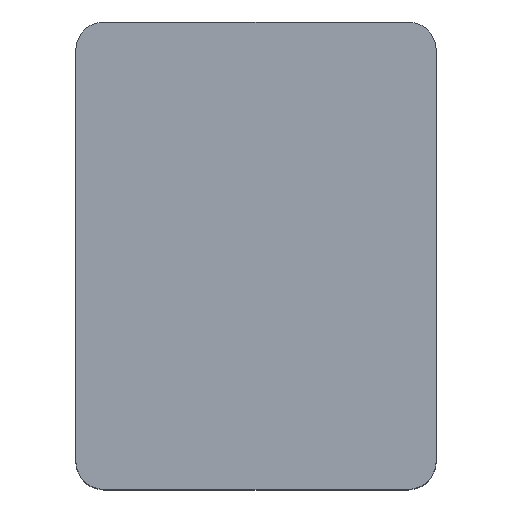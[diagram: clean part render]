
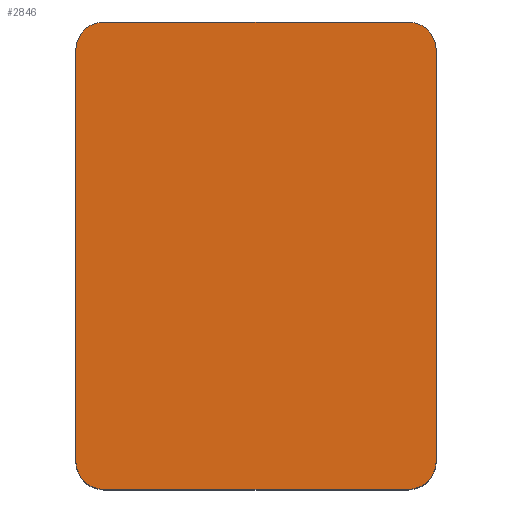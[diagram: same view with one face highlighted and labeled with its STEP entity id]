
A CAD part, top view. The second image highlights one B-rep face of the part: STEP entity #2846.
In plain terms, the highlighted planar face has unit normal (0, 0, 1).
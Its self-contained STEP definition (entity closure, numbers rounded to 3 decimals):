
#2730 = EDGE_CURVE('',#2731,#2733,#2735,.T.);
#2731 = VERTEX_POINT('',#2732);
#2732 = CARTESIAN_POINT('',(0.,2.,0.8));
#2733 = VERTEX_POINT('',#2734);
#2734 = CARTESIAN_POINT('',(0.,31.2,0.8));
#2735 = SURFACE_CURVE('',#2736,(#2740,#2752),.PCURVE_S1.);
#2736 = LINE('',#2737,#2738);
#2737 = CARTESIAN_POINT('',(0.,0.,0.8));
#2738 = VECTOR('',#2739,1.);
#2739 = DIRECTION('',(0.,1.,0.));
#2740 = PCURVE('',#2741,#2746);
#2741 = PLANE('',#2742);
#2742 = AXIS2_PLACEMENT_3D('',#2743,#2744,#2745);
#2743 = CARTESIAN_POINT('',(0.,0.,0.));
#2744 = DIRECTION('',(1.,0.,0.));
#2745 = DIRECTION('',(0.,0.,1.));
#2746 = DEFINITIONAL_REPRESENTATION('',(#2747),#2751);
#2747 = LINE('',#2748,#2749);
#2748 = CARTESIAN_POINT('',(0.8,0.));
#2749 = VECTOR('',#2750,1.);
#2750 = DIRECTION('',(0.,-1.));
#2751 = ( GEOMETRIC_REPRESENTATION_CONTEXT(2) 
PARAMETRIC_REPRESENTATION_CONTEXT() REPRESENTATION_CONTEXT('2D SPACE',''
  ) );
#2752 = PCURVE('',#2753,#2758);
#2753 = PLANE('',#2754);
#2754 = AXIS2_PLACEMENT_3D('',#2755,#2756,#2757);
#2755 = CARTESIAN_POINT('',(0.,0.,0.8));
#2756 = DIRECTION('',(0.,0.,1.));
#2757 = DIRECTION('',(1.,0.,0.));
#2758 = DEFINITIONAL_REPRESENTATION('',(#2759),#2763);
#2759 = LINE('',#2760,#2761);
#2760 = CARTESIAN_POINT('',(0.,0.));
#2761 = VECTOR('',#2762,1.);
#2762 = DIRECTION('',(0.,1.));
#2763 = ( GEOMETRIC_REPRESENTATION_CONTEXT(2) 
PARAMETRIC_REPRESENTATION_CONTEXT() REPRESENTATION_CONTEXT('2D SPACE',''
  ) );
#2781 = CYLINDRICAL_SURFACE('',#2782,2.);
#2782 = AXIS2_PLACEMENT_3D('',#2783,#2784,#2785);
#2783 = CARTESIAN_POINT('',(2.,2.,0.));
#2784 = DIRECTION('',(0.,0.,1.));
#2785 = DIRECTION('',(-1.,0.,0.));
#2835 = CYLINDRICAL_SURFACE('',#2836,2.);
#2836 = AXIS2_PLACEMENT_3D('',#2837,#2838,#2839);
#2837 = CARTESIAN_POINT('',(2.,31.2,0.));
#2838 = DIRECTION('',(0.,0.,1.));
#2839 = DIRECTION('',(-1.,0.,0.));
#2846 = ADVANCED_FACE('',(#2847),#2753,.T.);
#2847 = FACE_BOUND('',#2848,.T.);
#2848 = EDGE_LOOP('',(#2849,#2850,#2874,#2902,#2935,#2963,#2992,#3020));
#2849 = ORIENTED_EDGE('',*,*,#2730,.F.);
#2850 = ORIENTED_EDGE('',*,*,#2851,.T.);
#2851 = EDGE_CURVE('',#2731,#2852,#2854,.T.);
#2852 = VERTEX_POINT('',#2853);
#2853 = CARTESIAN_POINT('',(2.,0.,0.8));
#2854 = SURFACE_CURVE('',#2855,(#2860,#2867),.PCURVE_S1.);
#2855 = CIRCLE('',#2856,2.);
#2856 = AXIS2_PLACEMENT_3D('',#2857,#2858,#2859);
#2857 = CARTESIAN_POINT('',(2.,2.,0.8));
#2858 = DIRECTION('',(-0.,0.,1.));
#2859 = DIRECTION('',(0.,-1.,0.));
#2860 = PCURVE('',#2753,#2861);
#2861 = DEFINITIONAL_REPRESENTATION('',(#2862),#2866);
#2862 = CIRCLE('',#2863,2.);
#2863 = AXIS2_PLACEMENT_2D('',#2864,#2865);
#2864 = CARTESIAN_POINT('',(2.,2.));
#2865 = DIRECTION('',(0.,-1.));
#2866 = ( GEOMETRIC_REPRESENTATION_CONTEXT(2) 
PARAMETRIC_REPRESENTATION_CONTEXT() REPRESENTATION_CONTEXT('2D SPACE',''
  ) );
#2867 = PCURVE('',#2781,#2868);
#2868 = DEFINITIONAL_REPRESENTATION('',(#2869),#2873);
#2869 = LINE('',#2870,#2871);
#2870 = CARTESIAN_POINT('',(-4.712,0.8));
#2871 = VECTOR('',#2872,1.);
#2872 = DIRECTION('',(1.,0.));
#2873 = ( GEOMETRIC_REPRESENTATION_CONTEXT(2) 
PARAMETRIC_REPRESENTATION_CONTEXT() REPRESENTATION_CONTEXT('2D SPACE',''
  ) );
#2874 = ORIENTED_EDGE('',*,*,#2875,.T.);
#2875 = EDGE_CURVE('',#2852,#2876,#2878,.T.);
#2876 = VERTEX_POINT('',#2877);
#2877 = CARTESIAN_POINT('',(23.6,0.,0.8));
#2878 = SURFACE_CURVE('',#2879,(#2883,#2890),.PCURVE_S1.);
#2879 = LINE('',#2880,#2881);
#2880 = CARTESIAN_POINT('',(0.,0.,0.8));
#2881 = VECTOR('',#2882,1.);
#2882 = DIRECTION('',(1.,0.,0.));
#2883 = PCURVE('',#2753,#2884);
#2884 = DEFINITIONAL_REPRESENTATION('',(#2885),#2889);
#2885 = LINE('',#2886,#2887);
#2886 = CARTESIAN_POINT('',(0.,0.));
#2887 = VECTOR('',#2888,1.);
#2888 = DIRECTION('',(1.,0.));
#2889 = ( GEOMETRIC_REPRESENTATION_CONTEXT(2) 
PARAMETRIC_REPRESENTATION_CONTEXT() REPRESENTATION_CONTEXT('2D SPACE',''
  ) );
#2890 = PCURVE('',#2891,#2896);
#2891 = PLANE('',#2892);
#2892 = AXIS2_PLACEMENT_3D('',#2893,#2894,#2895);
#2893 = CARTESIAN_POINT('',(0.,0.,0.));
#2894 = DIRECTION('',(0.,1.,0.));
#2895 = DIRECTION('',(0.,0.,1.));
#2896 = DEFINITIONAL_REPRESENTATION('',(#2897),#2901);
#2897 = LINE('',#2898,#2899);
#2898 = CARTESIAN_POINT('',(0.8,0.));
#2899 = VECTOR('',#2900,1.);
#2900 = DIRECTION('',(0.,1.));
#2901 = ( GEOMETRIC_REPRESENTATION_CONTEXT(2) 
PARAMETRIC_REPRESENTATION_CONTEXT() REPRESENTATION_CONTEXT('2D SPACE',''
  ) );
#2902 = ORIENTED_EDGE('',*,*,#2903,.F.);
#2903 = EDGE_CURVE('',#2904,#2876,#2906,.T.);
#2904 = VERTEX_POINT('',#2905);
#2905 = CARTESIAN_POINT('',(25.6,2.,0.8));
#2906 = SURFACE_CURVE('',#2907,(#2912,#2923),.PCURVE_S1.);
#2907 = CIRCLE('',#2908,2.);
#2908 = AXIS2_PLACEMENT_3D('',#2909,#2910,#2911);
#2909 = CARTESIAN_POINT('',(23.6,2.,0.8));
#2910 = DIRECTION('',(-0.,-0.,-1.));
#2911 = DIRECTION('',(0.,-1.,0.));
#2912 = PCURVE('',#2753,#2913);
#2913 = DEFINITIONAL_REPRESENTATION('',(#2914),#2922);
#2914 = ( BOUNDED_CURVE() B_SPLINE_CURVE(2,(#2915,#2916,#2917,#2918,
#2919,#2920,#2921),.UNSPECIFIED.,.T.,.F.) B_SPLINE_CURVE_WITH_KNOTS((1,2
    ,2,2,2,1),(-2.094,0.,2.094,4.189,
6.283,8.378),.UNSPECIFIED.) CURVE() 
GEOMETRIC_REPRESENTATION_ITEM() RATIONAL_B_SPLINE_CURVE((1.,0.5,1.,0.5,
1.,0.5,1.)) REPRESENTATION_ITEM('') );
#2915 = CARTESIAN_POINT('',(23.6,0.));
#2916 = CARTESIAN_POINT('',(20.136,0.));
#2917 = CARTESIAN_POINT('',(21.868,3.));
#2918 = CARTESIAN_POINT('',(23.6,6.));
#2919 = CARTESIAN_POINT('',(25.332,3.));
#2920 = CARTESIAN_POINT('',(27.064,0.));
#2921 = CARTESIAN_POINT('',(23.6,0.));
#2922 = ( GEOMETRIC_REPRESENTATION_CONTEXT(2) 
PARAMETRIC_REPRESENTATION_CONTEXT() REPRESENTATION_CONTEXT('2D SPACE',''
  ) );
#2923 = PCURVE('',#2924,#2929);
#2924 = CYLINDRICAL_SURFACE('',#2925,2.);
#2925 = AXIS2_PLACEMENT_3D('',#2926,#2927,#2928);
#2926 = CARTESIAN_POINT('',(23.6,2.,0.));
#2927 = DIRECTION('',(0.,0.,1.));
#2928 = DIRECTION('',(1.,0.,0.));
#2929 = DEFINITIONAL_REPRESENTATION('',(#2930),#2934);
#2930 = LINE('',#2931,#2932);
#2931 = CARTESIAN_POINT('',(4.712,0.8));
#2932 = VECTOR('',#2933,1.);
#2933 = DIRECTION('',(-1.,0.));
#2934 = ( GEOMETRIC_REPRESENTATION_CONTEXT(2) 
PARAMETRIC_REPRESENTATION_CONTEXT() REPRESENTATION_CONTEXT('2D SPACE',''
  ) );
#2935 = ORIENTED_EDGE('',*,*,#2936,.T.);
#2936 = EDGE_CURVE('',#2904,#2937,#2939,.T.);
#2937 = VERTEX_POINT('',#2938);
#2938 = CARTESIAN_POINT('',(25.6,31.2,0.8));
#2939 = SURFACE_CURVE('',#2940,(#2944,#2951),.PCURVE_S1.);
#2940 = LINE('',#2941,#2942);
#2941 = CARTESIAN_POINT('',(25.6,0.,0.8));
#2942 = VECTOR('',#2943,1.);
#2943 = DIRECTION('',(0.,1.,0.));
#2944 = PCURVE('',#2753,#2945);
#2945 = DEFINITIONAL_REPRESENTATION('',(#2946),#2950);
#2946 = LINE('',#2947,#2948);
#2947 = CARTESIAN_POINT('',(25.6,0.));
#2948 = VECTOR('',#2949,1.);
#2949 = DIRECTION('',(0.,1.));
#2950 = ( GEOMETRIC_REPRESENTATION_CONTEXT(2) 
PARAMETRIC_REPRESENTATION_CONTEXT() REPRESENTATION_CONTEXT('2D SPACE',''
  ) );
#2951 = PCURVE('',#2952,#2957);
#2952 = PLANE('',#2953);
#2953 = AXIS2_PLACEMENT_3D('',#2954,#2955,#2956);
#2954 = CARTESIAN_POINT('',(25.6,0.,0.));
#2955 = DIRECTION('',(1.,0.,0.));
#2956 = DIRECTION('',(0.,0.,1.));
#2957 = DEFINITIONAL_REPRESENTATION('',(#2958),#2962);
#2958 = LINE('',#2959,#2960);
#2959 = CARTESIAN_POINT('',(0.8,0.));
#2960 = VECTOR('',#2961,1.);
#2961 = DIRECTION('',(0.,-1.));
#2962 = ( GEOMETRIC_REPRESENTATION_CONTEXT(2) 
PARAMETRIC_REPRESENTATION_CONTEXT() REPRESENTATION_CONTEXT('2D SPACE',''
  ) );
#2963 = ORIENTED_EDGE('',*,*,#2964,.T.);
#2964 = EDGE_CURVE('',#2937,#2965,#2967,.T.);
#2965 = VERTEX_POINT('',#2966);
#2966 = CARTESIAN_POINT('',(23.6,33.2,0.8));
#2967 = SURFACE_CURVE('',#2968,(#2973,#2980),.PCURVE_S1.);
#2968 = CIRCLE('',#2969,2.);
#2969 = AXIS2_PLACEMENT_3D('',#2970,#2971,#2972);
#2970 = CARTESIAN_POINT('',(23.6,31.2,0.8));
#2971 = DIRECTION('',(-0.,0.,1.));
#2972 = DIRECTION('',(0.,-1.,0.));
#2973 = PCURVE('',#2753,#2974);
#2974 = DEFINITIONAL_REPRESENTATION('',(#2975),#2979);
#2975 = CIRCLE('',#2976,2.);
#2976 = AXIS2_PLACEMENT_2D('',#2977,#2978);
#2977 = CARTESIAN_POINT('',(23.6,31.2));
#2978 = DIRECTION('',(0.,-1.));
#2979 = ( GEOMETRIC_REPRESENTATION_CONTEXT(2) 
PARAMETRIC_REPRESENTATION_CONTEXT() REPRESENTATION_CONTEXT('2D SPACE',''
  ) );
#2980 = PCURVE('',#2981,#2986);
#2981 = CYLINDRICAL_SURFACE('',#2982,2.);
#2982 = AXIS2_PLACEMENT_3D('',#2983,#2984,#2985);
#2983 = CARTESIAN_POINT('',(23.6,31.2,0.));
#2984 = DIRECTION('',(0.,0.,1.));
#2985 = DIRECTION('',(1.,0.,0.));
#2986 = DEFINITIONAL_REPRESENTATION('',(#2987),#2991);
#2987 = LINE('',#2988,#2989);
#2988 = CARTESIAN_POINT('',(-1.571,0.8));
#2989 = VECTOR('',#2990,1.);
#2990 = DIRECTION('',(1.,0.));
#2991 = ( GEOMETRIC_REPRESENTATION_CONTEXT(2) 
PARAMETRIC_REPRESENTATION_CONTEXT() REPRESENTATION_CONTEXT('2D SPACE',''
  ) );
#2992 = ORIENTED_EDGE('',*,*,#2993,.F.);
#2993 = EDGE_CURVE('',#2994,#2965,#2996,.T.);
#2994 = VERTEX_POINT('',#2995);
#2995 = CARTESIAN_POINT('',(2.,33.2,0.8));
#2996 = SURFACE_CURVE('',#2997,(#3001,#3008),.PCURVE_S1.);
#2997 = LINE('',#2998,#2999);
#2998 = CARTESIAN_POINT('',(0.,33.2,0.8));
#2999 = VECTOR('',#3000,1.);
#3000 = DIRECTION('',(1.,0.,0.));
#3001 = PCURVE('',#2753,#3002);
#3002 = DEFINITIONAL_REPRESENTATION('',(#3003),#3007);
#3003 = LINE('',#3004,#3005);
#3004 = CARTESIAN_POINT('',(0.,33.2));
#3005 = VECTOR('',#3006,1.);
#3006 = DIRECTION('',(1.,0.));
#3007 = ( GEOMETRIC_REPRESENTATION_CONTEXT(2) 
PARAMETRIC_REPRESENTATION_CONTEXT() REPRESENTATION_CONTEXT('2D SPACE',''
  ) );
#3008 = PCURVE('',#3009,#3014);
#3009 = PLANE('',#3010);
#3010 = AXIS2_PLACEMENT_3D('',#3011,#3012,#3013);
#3011 = CARTESIAN_POINT('',(0.,33.2,0.));
#3012 = DIRECTION('',(0.,1.,0.));
#3013 = DIRECTION('',(0.,0.,1.));
#3014 = DEFINITIONAL_REPRESENTATION('',(#3015),#3019);
#3015 = LINE('',#3016,#3017);
#3016 = CARTESIAN_POINT('',(0.8,0.));
#3017 = VECTOR('',#3018,1.);
#3018 = DIRECTION('',(0.,1.));
#3019 = ( GEOMETRIC_REPRESENTATION_CONTEXT(2) 
PARAMETRIC_REPRESENTATION_CONTEXT() REPRESENTATION_CONTEXT('2D SPACE',''
  ) );
#3020 = ORIENTED_EDGE('',*,*,#3021,.F.);
#3021 = EDGE_CURVE('',#2733,#2994,#3022,.T.);
#3022 = SURFACE_CURVE('',#3023,(#3028,#3039),.PCURVE_S1.);
#3023 = CIRCLE('',#3024,2.);
#3024 = AXIS2_PLACEMENT_3D('',#3025,#3026,#3027);
#3025 = CARTESIAN_POINT('',(2.,31.2,0.8));
#3026 = DIRECTION('',(-0.,-0.,-1.));
#3027 = DIRECTION('',(0.,-1.,0.));
#3028 = PCURVE('',#2753,#3029);
#3029 = DEFINITIONAL_REPRESENTATION('',(#3030),#3038);
#3030 = ( BOUNDED_CURVE() B_SPLINE_CURVE(2,(#3031,#3032,#3033,#3034,
#3035,#3036,#3037),.UNSPECIFIED.,.T.,.F.) B_SPLINE_CURVE_WITH_KNOTS((1,2
    ,2,2,2,1),(-2.094,0.,2.094,4.189,
6.283,8.378),.UNSPECIFIED.) CURVE() 
GEOMETRIC_REPRESENTATION_ITEM() RATIONAL_B_SPLINE_CURVE((1.,0.5,1.,0.5,
1.,0.5,1.)) REPRESENTATION_ITEM('') );
#3031 = CARTESIAN_POINT('',(2.,29.2));
#3032 = CARTESIAN_POINT('',(-1.464,29.2));
#3033 = CARTESIAN_POINT('',(0.268,32.2));
#3034 = CARTESIAN_POINT('',(2.,35.2));
#3035 = CARTESIAN_POINT('',(3.732,32.2));
#3036 = CARTESIAN_POINT('',(5.464,29.2));
#3037 = CARTESIAN_POINT('',(2.,29.2));
#3038 = ( GEOMETRIC_REPRESENTATION_CONTEXT(2) 
PARAMETRIC_REPRESENTATION_CONTEXT() REPRESENTATION_CONTEXT('2D SPACE',''
  ) );
#3039 = PCURVE('',#2835,#3040);
#3040 = DEFINITIONAL_REPRESENTATION('',(#3041),#3045);
#3041 = LINE('',#3042,#3043);
#3042 = CARTESIAN_POINT('',(1.571,0.8));
#3043 = VECTOR('',#3044,1.);
#3044 = DIRECTION('',(-1.,0.));
#3045 = ( GEOMETRIC_REPRESENTATION_CONTEXT(2) 
PARAMETRIC_REPRESENTATION_CONTEXT() REPRESENTATION_CONTEXT('2D SPACE',''
  ) );
